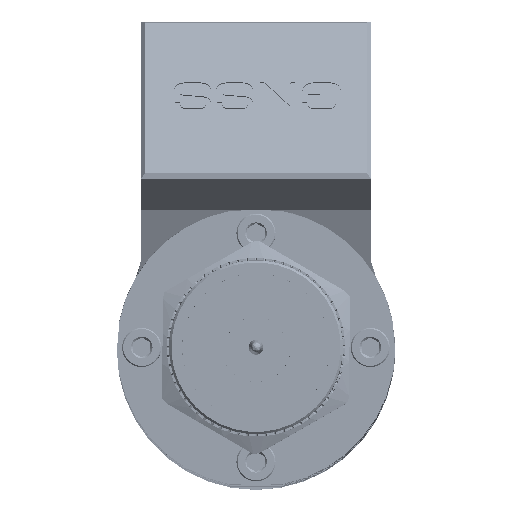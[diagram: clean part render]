
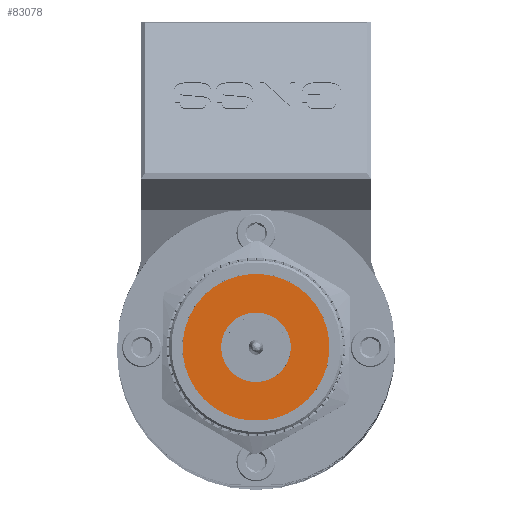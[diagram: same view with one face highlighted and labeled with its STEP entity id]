
A CAD part, top view. The second image highlights one B-rep face of the part: STEP entity #83078.
In plain terms, the highlighted planar face has unit normal (0, 0, 1).
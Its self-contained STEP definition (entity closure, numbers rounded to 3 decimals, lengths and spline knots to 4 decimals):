
#1678=FACE_BOUND('',#14149,.T.);
#3360=PLANE('',#88590);
#9640=FACE_OUTER_BOUND('',#14148,.T.);
#14148=EDGE_LOOP('',(#73136));
#14149=EDGE_LOOP('',(#73137));
#33055=CIRCLE('',#88587,4.);
#33057=CIRCLE('',#88591,8.4442);
#39756=VERTEX_POINT('',#151074);
#39758=VERTEX_POINT('',#151081);
#51190=EDGE_CURVE('',#39756,#39756,#33055,.T.);
#51193=EDGE_CURVE('',#39758,#39758,#33057,.T.);
#73136=ORIENTED_EDGE('',*,*,#51193,.T.);
#73137=ORIENTED_EDGE('',*,*,#51190,.F.);
#83078=ADVANCED_FACE('',(#9640,#1678),#3360,.T.);
#88587=AXIS2_PLACEMENT_3D('',#151075,#104466,#104467);
#88590=AXIS2_PLACEMENT_3D('',#151080,#104473,#104474);
#88591=AXIS2_PLACEMENT_3D('',#151082,#104475,#104476);
#104466=DIRECTION('center_axis',(0.,0.,1.));
#104467=DIRECTION('ref_axis',(1.,0.,0.));
#104473=DIRECTION('center_axis',(0.,0.,1.));
#104474=DIRECTION('ref_axis',(1.,0.,0.));
#104475=DIRECTION('center_axis',(0.,0.,1.));
#104476=DIRECTION('ref_axis',(1.,0.,0.));
#151074=CARTESIAN_POINT('',(4.,0.,17.04));
#151075=CARTESIAN_POINT('Origin',(0.,0.,17.04));
#151080=CARTESIAN_POINT('Origin',(0.,0.,17.04));
#151081=CARTESIAN_POINT('',(8.4442,0.,17.04));
#151082=CARTESIAN_POINT('Origin',(0.,0.,17.04));
